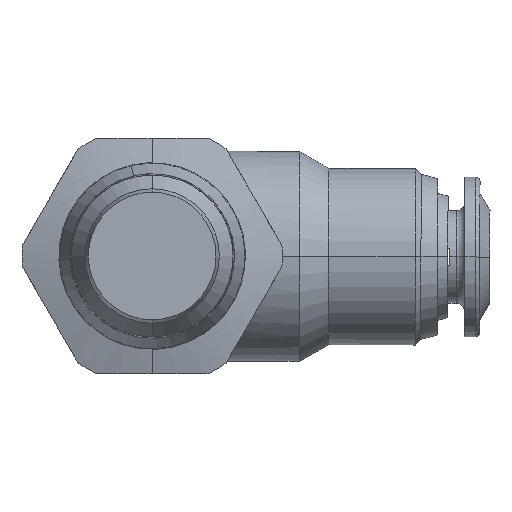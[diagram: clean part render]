
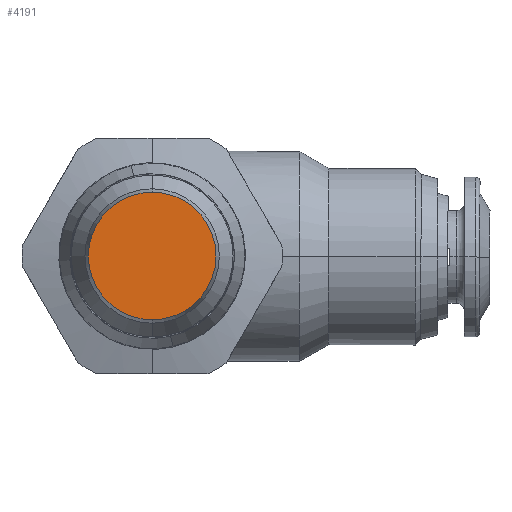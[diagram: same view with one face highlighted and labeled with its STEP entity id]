
A CAD part, front view. The second image highlights one B-rep face of the part: STEP entity #4191.
In plain terms, the highlighted planar face has unit normal (0, -1, 0).
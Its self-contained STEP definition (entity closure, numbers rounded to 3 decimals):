
#332 = CIRCLE ( 'NONE', #6513, 3.799 ) ;
#515 = AXIS2_PLACEMENT_3D ( 'NONE', #927, #928, #929 ) ;
#927 = CARTESIAN_POINT ( 'NONE',  ( 0., 0., 0. ) ) ;
#928 = DIRECTION ( 'NONE',  ( 0., -1., 0. ) ) ;
#929 = DIRECTION ( 'NONE',  ( 0., 0., -1. ) ) ;
#1281 = CIRCLE ( 'NONE', #515, 3.799 ) ;
#2869 = EDGE_LOOP ( 'NONE', ( #6135, #6136 ) ) ;
#2972 = VERTEX_POINT ( 'NONE', #8470 ) ;
#2977 = VERTEX_POINT ( 'NONE', #8474 ) ;
#3767 = EDGE_CURVE ( 'NONE', #2972, #2977, #332, .T. ) ;
#4191 = ADVANCED_FACE ( 'NONE', ( #5117 ), #5637, .T. ) ;
#5019 = AXIS2_PLACEMENT_3D ( 'NONE', #5656, #5657, #5658 ) ;
#5117 = FACE_OUTER_BOUND ( 'NONE', #2869, .T. ) ;
#5637 = PLANE ( 'NONE',  #5019 ) ;
#5656 = CARTESIAN_POINT ( 'NONE',  ( 0., 0., 0. ) ) ;
#5657 = DIRECTION ( 'NONE',  ( 0., -1., 0. ) ) ;
#5658 = DIRECTION ( 'NONE',  ( 0., 0., -1. ) ) ;
#6135 = ORIENTED_EDGE ( 'NONE', *, *, #8776, .T. ) ;
#6136 = ORIENTED_EDGE ( 'NONE', *, *, #3767, .T. ) ;
#6513 = AXIS2_PLACEMENT_3D ( 'NONE', #8537, #8538, #8539 ) ;
#8470 = CARTESIAN_POINT ( 'NONE',  ( 0., 0., -3.799 ) ) ;
#8474 = CARTESIAN_POINT ( 'NONE',  ( 0., 0., 3.799 ) ) ;
#8537 = CARTESIAN_POINT ( 'NONE',  ( 0., 0., 0. ) ) ;
#8538 = DIRECTION ( 'NONE',  ( 0., -1., 0. ) ) ;
#8539 = DIRECTION ( 'NONE',  ( 0., 0., -1. ) ) ;
#8776 = EDGE_CURVE ( 'NONE', #2977, #2972, #1281, .T. ) ;
